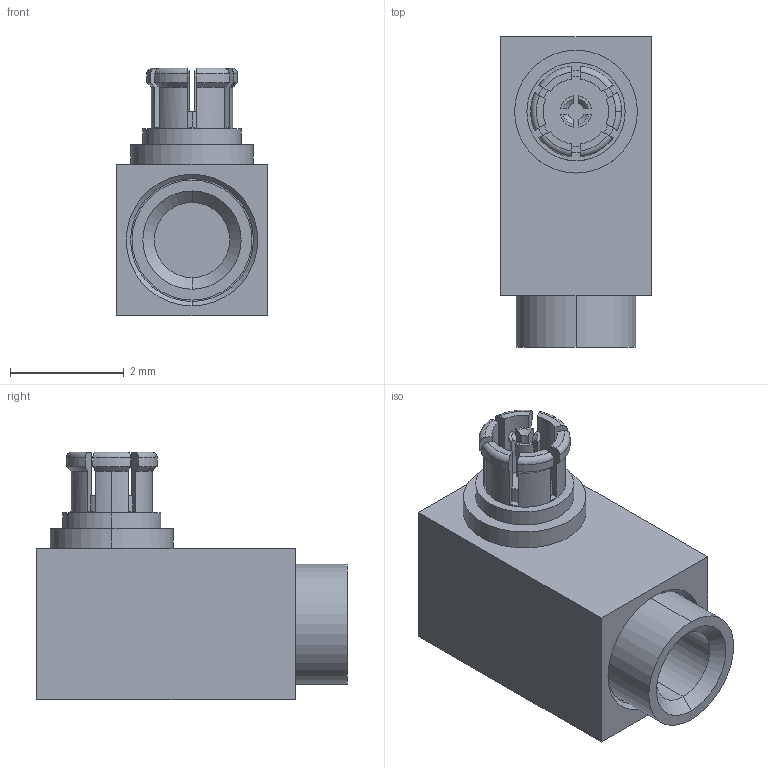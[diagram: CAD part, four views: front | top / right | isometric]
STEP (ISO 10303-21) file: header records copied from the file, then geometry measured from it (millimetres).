
FILE_DESCRIPTION (( 'STEP AP214' ), '1' );
FILE_NAME ('3822-40001.STEP', '2016-10-21T13:02:15', ( '' ), ( '' ), 'SwSTEP 2.0', 'SolidWorks 2016', '' );
FILE_SCHEMA (( 'AUTOMOTIVE_DESIGN' ));
Length unit declared in the file: inch
Products named in the file (1): 3822-40001
Bounding box: 2.64 x 5.46 x 4.36 mm (x, y, z)
Volume: 36.3 mm3; surface area: 91 mm2
Topology: 1 solids, 3 shells, 125 faces, 320 edges, 211 vertices
Faces by surface type: plane 52, cylinder 47, cone 19, torus 7
Entity records: 5578 total; most frequent: CARTESIAN_POINT 1045, DIRECTION 646, ORIENTED_EDGE 640, EDGE_CURVE 320, AXIS2_PLACEMENT_3D 248, VERTEX_POINT 211, LINE 150, VECTOR 150
